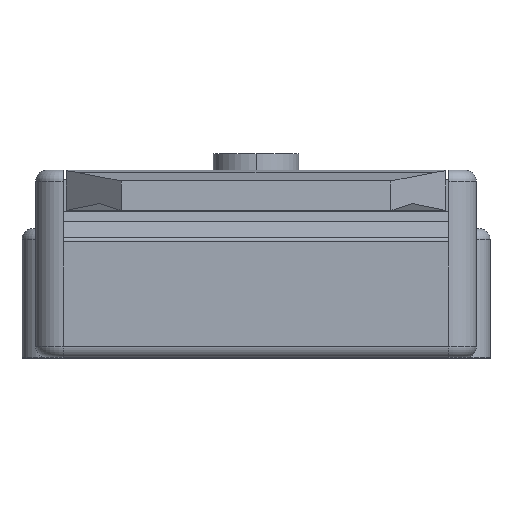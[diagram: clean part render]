
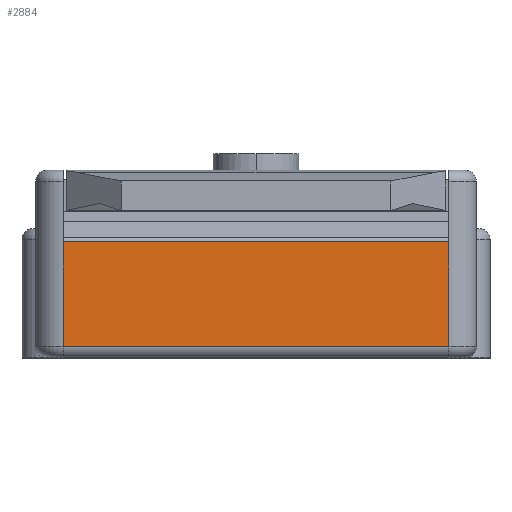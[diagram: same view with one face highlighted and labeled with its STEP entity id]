
A CAD part, top view. The second image highlights one B-rep face of the part: STEP entity #2884.
In plain terms, the highlighted planar face has unit normal (0, 0, 1).
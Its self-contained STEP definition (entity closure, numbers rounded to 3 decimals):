
#56 = CARTESIAN_POINT ( 'NONE',  ( 5., 21.962, 34.218 ) ) ;
#210 = CARTESIAN_POINT ( 'NONE',  ( 75., 21.962, 34.218 ) ) ;
#342 = PLANE ( 'NONE',  #4968 ) ;
#362 = VECTOR ( 'NONE', #1627, 1000. ) ;
#406 = DIRECTION ( 'NONE',  ( 1., 0., 0. ) ) ;
#456 = VERTEX_POINT ( 'NONE', #1417 ) ;
#681 = ORIENTED_EDGE ( 'NONE', *, *, #1018, .T. ) ;
#978 = CARTESIAN_POINT ( 'NONE',  ( 75., 8.961, 34.218 ) ) ;
#1018 = EDGE_CURVE ( 'NONE', #456, #5004, #2343, .T. ) ;
#1031 = DIRECTION ( 'NONE',  ( -1., 0., 0. ) ) ;
#1094 = VECTOR ( 'NONE', #2612, 1000. ) ;
#1345 = CARTESIAN_POINT ( 'NONE',  ( 75., -10.038, 34.218 ) ) ;
#1417 = CARTESIAN_POINT ( 'NONE',  ( 5., -10.038, 34.218 ) ) ;
#1477 = LINE ( 'NONE', #3865, #2065 ) ;
#1627 = DIRECTION ( 'NONE',  ( 0., -1., 0. ) ) ;
#1758 = VERTEX_POINT ( 'NONE', #2895 ) ;
#1919 = ORIENTED_EDGE ( 'NONE', *, *, #3908, .T. ) ;
#1930 = CARTESIAN_POINT ( 'NONE',  ( 80., -10.038, 34.218 ) ) ;
#2065 = VECTOR ( 'NONE', #1031, 1000. ) ;
#2269 = ORIENTED_EDGE ( 'NONE', *, *, #2418, .T. ) ;
#2343 = LINE ( 'NONE', #1930, #3787 ) ;
#2418 = EDGE_CURVE ( 'NONE', #5004, #3626, #4210, .T. ) ;
#2612 = DIRECTION ( 'NONE',  ( 0., 1., 0. ) ) ;
#2621 = EDGE_LOOP ( 'NONE', ( #1919, #681, #2269, #3199 ) ) ;
#2884 = ADVANCED_FACE ( 'NONE', ( #3879 ), #342, .F. ) ;
#2895 = CARTESIAN_POINT ( 'NONE',  ( 5., 8.961, 34.218 ) ) ;
#2994 = DIRECTION ( 'NONE',  ( -1., 0., 0. ) ) ;
#3199 = ORIENTED_EDGE ( 'NONE', *, *, #4760, .T. ) ;
#3602 = LINE ( 'NONE', #56, #362 ) ;
#3626 = VERTEX_POINT ( 'NONE', #978 ) ;
#3787 = VECTOR ( 'NONE', #406, 1000. ) ;
#3827 = DIRECTION ( 'NONE',  ( 0., 0., -1. ) ) ;
#3865 = CARTESIAN_POINT ( 'NONE',  ( 80., 8.961, 34.218 ) ) ;
#3879 = FACE_OUTER_BOUND ( 'NONE', #2621, .T. ) ;
#3908 = EDGE_CURVE ( 'NONE', #1758, #456, #3602, .T. ) ;
#4210 = LINE ( 'NONE', #210, #1094 ) ;
#4760 = EDGE_CURVE ( 'NONE', #3626, #1758, #1477, .T. ) ;
#4968 = AXIS2_PLACEMENT_3D ( 'NONE', #5044, #3827, #2994 ) ;
#5004 = VERTEX_POINT ( 'NONE', #1345 ) ;
#5044 = CARTESIAN_POINT ( 'NONE',  ( 80., 21.962, 34.218 ) ) ;
